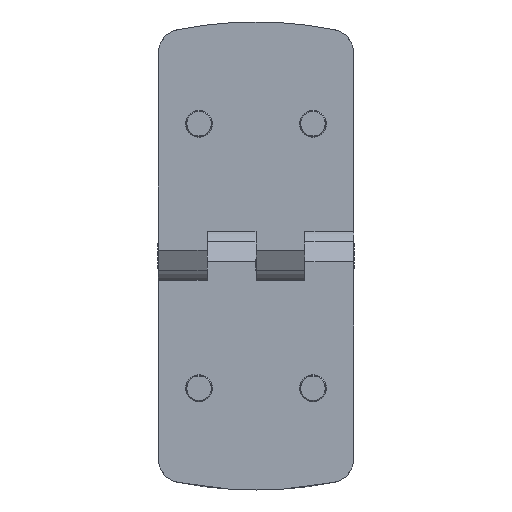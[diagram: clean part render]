
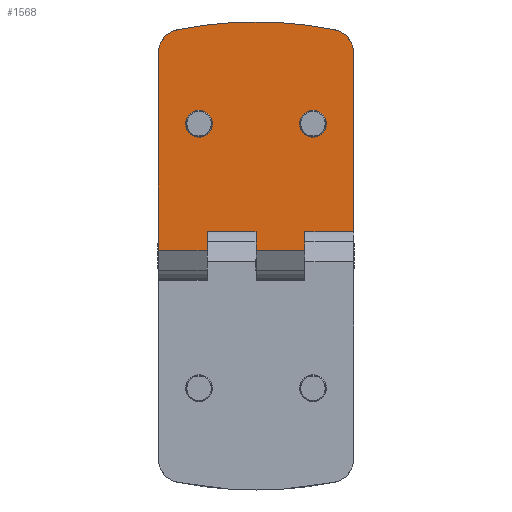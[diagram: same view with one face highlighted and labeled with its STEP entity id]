
A CAD part, left-side view. The second image highlights one B-rep face of the part: STEP entity #1568.
In plain terms, the highlighted planar face has unit normal (-1, 0, 0).
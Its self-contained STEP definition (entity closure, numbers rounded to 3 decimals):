
#2 = EDGE_LOOP ( 'NONE', ( #2019, #5227, #731, #4903, #2693, #3880, #795, #4799, #4123, #1664, #4036, #1926, #652 ) ) ;
#7 = EDGE_CURVE ( 'NONE', #1749, #220, #36, .T. ) ;
#36 = CIRCLE ( 'NONE', #3108, 100. ) ;
#122 = EDGE_CURVE ( 'NONE', #2733, #4003, #4543, .T. ) ;
#158 = DIRECTION ( 'NONE',  ( 1., 0., 0. ) ) ;
#198 = AXIS2_PLACEMENT_3D ( 'NONE', #2649, #158, #3143 ) ;
#220 = VERTEX_POINT ( 'NONE', #2462 ) ;
#268 = DIRECTION ( 'NONE',  ( 0., 0., -1. ) ) ;
#358 = EDGE_CURVE ( 'NONE', #1556, #2733, #5214, .T. ) ;
#401 = EDGE_CURVE ( 'NONE', #5258, #4200, #1090, .T. ) ;
#417 = CARTESIAN_POINT ( 'NONE',  ( 0., -24., 6. ) ) ;
#433 = CARTESIAN_POINT ( 'NONE',  ( 0., 24., 1.415 ) ) ;
#451 = VECTOR ( 'NONE', #4798, 1000. ) ;
#515 = DIRECTION ( 'NONE',  ( -1., 0., 0. ) ) ;
#626 = DIRECTION ( 'NONE',  ( 1., 0., 0. ) ) ;
#628 = DIRECTION ( 'NONE',  ( 0., 0., 1. ) ) ;
#638 = CARTESIAN_POINT ( 'NONE',  ( 0., 18., 49.761 ) ) ;
#652 = ORIENTED_EDGE ( 'NONE', *, *, #3371, .T. ) ;
#662 = VERTEX_POINT ( 'NONE', #417 ) ;
#676 = VECTOR ( 'NONE', #4970, 1000. ) ;
#687 = CARTESIAN_POINT ( 'NONE',  ( 0., 14., 29.2 ) ) ;
#698 = EDGE_CURVE ( 'NONE', #1511, #1749, #4339, .T. ) ;
#731 = ORIENTED_EDGE ( 'NONE', *, *, #3936, .T. ) ;
#743 = AXIS2_PLACEMENT_3D ( 'NONE', #5157, #626, #1871 ) ;
#793 = DIRECTION ( 'NONE',  ( -1., 0., 0. ) ) ;
#795 = ORIENTED_EDGE ( 'NONE', *, *, #3366, .T. ) ;
#836 = LINE ( 'NONE', #850, #5027 ) ;
#850 = CARTESIAN_POINT ( 'NONE',  ( 0., -12., 1.7 ) ) ;
#856 = EDGE_CURVE ( 'NONE', #4200, #5258, #1288, .T. ) ;
#894 = VECTOR ( 'NONE', #4520, 1000. ) ;
#980 = CARTESIAN_POINT ( 'NONE',  ( 0., 14., 35.8 ) ) ;
#1018 = DIRECTION ( 'NONE',  ( 0., 0., 1. ) ) ;
#1090 = CIRCLE ( 'NONE', #198, 3.3 ) ;
#1091 = CARTESIAN_POINT ( 'NONE',  ( 0., 0., 1.7 ) ) ;
#1163 = VECTOR ( 'NONE', #3989, 1000. ) ;
#1197 = AXIS2_PLACEMENT_3D ( 'NONE', #2684, #4733, #628 ) ;
#1288 = CIRCLE ( 'NONE', #3181, 3.3 ) ;
#1349 = CARTESIAN_POINT ( 'NONE',  ( 0., 0., 1.415 ) ) ;
#1444 = LINE ( 'NONE', #1965, #3384 ) ;
#1511 = VERTEX_POINT ( 'NONE', #5441 ) ;
#1529 = CARTESIAN_POINT ( 'NONE',  ( 0., 24., 1.415 ) ) ;
#1531 = DIRECTION ( 'NONE',  ( 0., 0., 1. ) ) ;
#1556 = VERTEX_POINT ( 'NONE', #5165 ) ;
#1568 = ADVANCED_FACE ( 'NONE', ( #3879, #1649, #4013 ), #2146, .T. ) ;
#1580 = CARTESIAN_POINT ( 'NONE',  ( 0., 24., 6. ) ) ;
#1649 = FACE_BOUND ( 'NONE', #2135, .T. ) ;
#1664 = ORIENTED_EDGE ( 'NONE', *, *, #5388, .T. ) ;
#1703 = LINE ( 'NONE', #3270, #676 ) ;
#1749 = VERTEX_POINT ( 'NONE', #2727 ) ;
#1811 = VERTEX_POINT ( 'NONE', #687 ) ;
#1844 = VERTEX_POINT ( 'NONE', #5076 ) ;
#1863 = CARTESIAN_POINT ( 'NONE',  ( 0., 24., 1.415 ) ) ;
#1871 = DIRECTION ( 'NONE',  ( 0., 0., 1. ) ) ;
#1926 = ORIENTED_EDGE ( 'NONE', *, *, #4429, .T. ) ;
#1965 = CARTESIAN_POINT ( 'NONE',  ( 0., 24., 1.7 ) ) ;
#2019 = ORIENTED_EDGE ( 'NONE', *, *, #358, .T. ) ;
#2059 = VECTOR ( 'NONE', #3775, 1000. ) ;
#2093 = CARTESIAN_POINT ( 'NONE',  ( 0., -12., 6. ) ) ;
#2111 = DIRECTION ( 'NONE',  ( 1., 0., 0. ) ) ;
#2135 = EDGE_LOOP ( 'NONE', ( #4661, #4716 ) ) ;
#2146 = PLANE ( 'NONE',  #5375 ) ;
#2209 = CIRCLE ( 'NONE', #3498, 100. ) ;
#2331 = EDGE_CURVE ( 'NONE', #4162, #662, #1703, .T. ) ;
#2393 = LINE ( 'NONE', #1863, #451 ) ;
#2413 = CARTESIAN_POINT ( 'NONE',  ( 0., -14., 35.8 ) ) ;
#2430 = VERTEX_POINT ( 'NONE', #1349 ) ;
#2448 = VERTEX_POINT ( 'NONE', #2557 ) ;
#2462 = CARTESIAN_POINT ( 'NONE',  ( 0., 0., 57.5 ) ) ;
#2537 = DIRECTION ( 'NONE',  ( 0., 0., -1. ) ) ;
#2557 = CARTESIAN_POINT ( 'NONE',  ( 0., -12., 1.415 ) ) ;
#2635 = VECTOR ( 'NONE', #3485, 1000. ) ;
#2649 = CARTESIAN_POINT ( 'NONE',  ( 0., -14., 32.5 ) ) ;
#2659 = EDGE_CURVE ( 'NONE', #1844, #3656, #2791, .T. ) ;
#2684 = CARTESIAN_POINT ( 'NONE',  ( 0., 14., 32.5 ) ) ;
#2693 = ORIENTED_EDGE ( 'NONE', *, *, #4711, .T. ) ;
#2727 = CARTESIAN_POINT ( 'NONE',  ( 0., -19.149, 55.649 ) ) ;
#2733 = VERTEX_POINT ( 'NONE', #3202 ) ;
#2765 = DIRECTION ( 'NONE',  ( -1., 0., 0. ) ) ;
#2791 = CIRCLE ( 'NONE', #3507, 6. ) ;
#2875 = AXIS2_PLACEMENT_3D ( 'NONE', #5406, #793, #4562 ) ;
#2883 = DIRECTION ( 'NONE',  ( 0., 0., 1. ) ) ;
#3108 = AXIS2_PLACEMENT_3D ( 'NONE', #5294, #2765, #1531 ) ;
#3143 = DIRECTION ( 'NONE',  ( 0., 0., -1. ) ) ;
#3181 = AXIS2_PLACEMENT_3D ( 'NONE', #3413, #2111, #2537 ) ;
#3202 = CARTESIAN_POINT ( 'NONE',  ( 0., 12., 6. ) ) ;
#3270 = CARTESIAN_POINT ( 'NONE',  ( 0., 24., 6. ) ) ;
#3293 = CARTESIAN_POINT ( 'NONE',  ( 0., 0., 6. ) ) ;
#3353 = VERTEX_POINT ( 'NONE', #1529 ) ;
#3366 = EDGE_CURVE ( 'NONE', #662, #1511, #5236, .T. ) ;
#3371 = EDGE_CURVE ( 'NONE', #3353, #1556, #2393, .T. ) ;
#3384 = VECTOR ( 'NONE', #268, 1000. ) ;
#3413 = CARTESIAN_POINT ( 'NONE',  ( 0., -14., 32.5 ) ) ;
#3432 = ORIENTED_EDGE ( 'NONE', *, *, #401, .T. ) ;
#3485 = DIRECTION ( 'NONE',  ( 0., 0., 1. ) ) ;
#3498 = AXIS2_PLACEMENT_3D ( 'NONE', #5046, #3792, #2883 ) ;
#3507 = AXIS2_PLACEMENT_3D ( 'NONE', #638, #4443, #3549 ) ;
#3549 = DIRECTION ( 'NONE',  ( 0., 0., 1. ) ) ;
#3618 = EDGE_CURVE ( 'NONE', #2430, #2448, #4433, .T. ) ;
#3656 = VERTEX_POINT ( 'NONE', #4537 ) ;
#3760 = EDGE_CURVE ( 'NONE', #4736, #1811, #4552, .T. ) ;
#3775 = DIRECTION ( 'NONE',  ( 0., -1., 0. ) ) ;
#3792 = DIRECTION ( 'NONE',  ( -1., 0., 0. ) ) ;
#3879 = FACE_BOUND ( 'NONE', #5416, .T. ) ;
#3880 = ORIENTED_EDGE ( 'NONE', *, *, #2331, .T. ) ;
#3936 = EDGE_CURVE ( 'NONE', #4003, #2430, #4544, .T. ) ;
#3952 = DIRECTION ( 'NONE',  ( 0., 0., 1. ) ) ;
#3953 = ORIENTED_EDGE ( 'NONE', *, *, #856, .T. ) ;
#3989 = DIRECTION ( 'NONE',  ( 0., 0., -1. ) ) ;
#4003 = VERTEX_POINT ( 'NONE', #3293 ) ;
#4008 = CARTESIAN_POINT ( 'NONE',  ( 0., -24., 1.7 ) ) ;
#4013 = FACE_OUTER_BOUND ( 'NONE', #2, .T. ) ;
#4036 = ORIENTED_EDGE ( 'NONE', *, *, #2659, .T. ) ;
#4074 = CIRCLE ( 'NONE', #743, 3.3 ) ;
#4123 = ORIENTED_EDGE ( 'NONE', *, *, #7, .T. ) ;
#4162 = VERTEX_POINT ( 'NONE', #2093 ) ;
#4200 = VERTEX_POINT ( 'NONE', #4324 ) ;
#4323 = DIRECTION ( 'NONE',  ( 0., 0., 1. ) ) ;
#4324 = CARTESIAN_POINT ( 'NONE',  ( 0., -14., 29.2 ) ) ;
#4339 = CIRCLE ( 'NONE', #2875, 6. ) ;
#4429 = EDGE_CURVE ( 'NONE', #3656, #3353, #1444, .T. ) ;
#4433 = LINE ( 'NONE', #433, #2059 ) ;
#4443 = DIRECTION ( 'NONE',  ( -1., 0., 0. ) ) ;
#4520 = DIRECTION ( 'NONE',  ( 0., -1., 0. ) ) ;
#4537 = CARTESIAN_POINT ( 'NONE',  ( 0., 24., 49.761 ) ) ;
#4543 = LINE ( 'NONE', #1580, #894 ) ;
#4544 = LINE ( 'NONE', #1091, #1163 ) ;
#4552 = CIRCLE ( 'NONE', #1197, 3.3 ) ;
#4562 = DIRECTION ( 'NONE',  ( 0., 0., 1. ) ) ;
#4661 = ORIENTED_EDGE ( 'NONE', *, *, #3760, .T. ) ;
#4711 = EDGE_CURVE ( 'NONE', #2448, #4162, #836, .T. ) ;
#4716 = ORIENTED_EDGE ( 'NONE', *, *, #4827, .T. ) ;
#4733 = DIRECTION ( 'NONE',  ( 1., 0., 0. ) ) ;
#4736 = VERTEX_POINT ( 'NONE', #980 ) ;
#4798 = DIRECTION ( 'NONE',  ( 0., -1., 0. ) ) ;
#4799 = ORIENTED_EDGE ( 'NONE', *, *, #698, .T. ) ;
#4827 = EDGE_CURVE ( 'NONE', #1811, #4736, #4074, .T. ) ;
#4903 = ORIENTED_EDGE ( 'NONE', *, *, #3618, .T. ) ;
#4916 = VECTOR ( 'NONE', #3952, 1000. ) ;
#4970 = DIRECTION ( 'NONE',  ( 0., -1., 0. ) ) ;
#5027 = VECTOR ( 'NONE', #1018, 1000. ) ;
#5046 = CARTESIAN_POINT ( 'NONE',  ( 0., 0., -42.5 ) ) ;
#5076 = CARTESIAN_POINT ( 'NONE',  ( 0., 19.149, 55.649 ) ) ;
#5083 = CARTESIAN_POINT ( 'NONE',  ( 0., 24., 1.7 ) ) ;
#5157 = CARTESIAN_POINT ( 'NONE',  ( 0., 14., 32.5 ) ) ;
#5165 = CARTESIAN_POINT ( 'NONE',  ( 0., 12., 1.415 ) ) ;
#5214 = LINE ( 'NONE', #5217, #2635 ) ;
#5217 = CARTESIAN_POINT ( 'NONE',  ( 0., 12., 1.7 ) ) ;
#5227 = ORIENTED_EDGE ( 'NONE', *, *, #122, .T. ) ;
#5236 = LINE ( 'NONE', #4008, #4916 ) ;
#5258 = VERTEX_POINT ( 'NONE', #2413 ) ;
#5294 = CARTESIAN_POINT ( 'NONE',  ( 0., 0., -42.5 ) ) ;
#5375 = AXIS2_PLACEMENT_3D ( 'NONE', #5083, #515, #4323 ) ;
#5388 = EDGE_CURVE ( 'NONE', #220, #1844, #2209, .T. ) ;
#5406 = CARTESIAN_POINT ( 'NONE',  ( 0., -18., 49.761 ) ) ;
#5416 = EDGE_LOOP ( 'NONE', ( #3953, #3432 ) ) ;
#5441 = CARTESIAN_POINT ( 'NONE',  ( 0., -24., 49.761 ) ) ;
